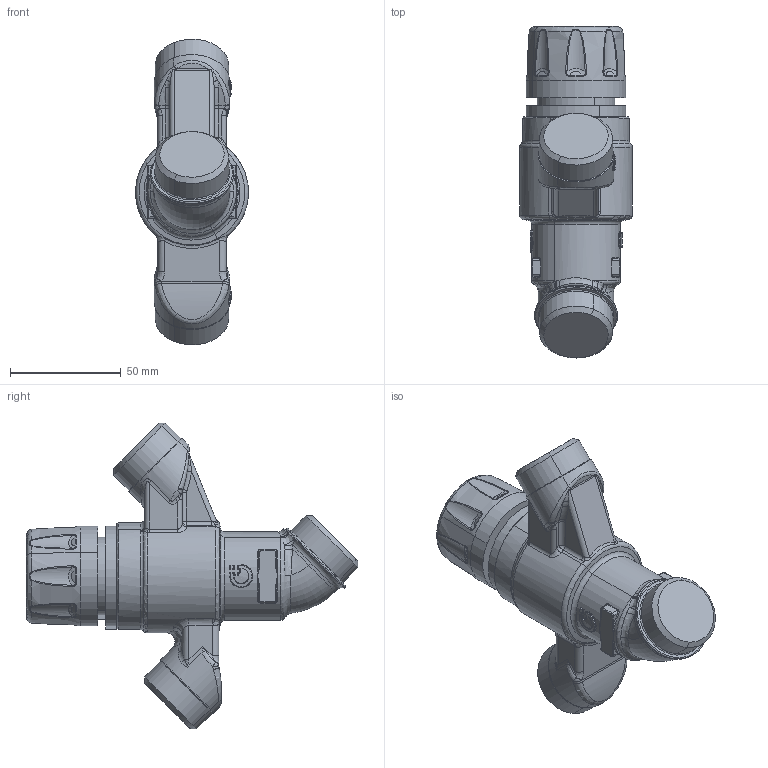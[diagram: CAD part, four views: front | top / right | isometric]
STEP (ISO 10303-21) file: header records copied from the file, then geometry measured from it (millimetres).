
FILE_DESCRIPTION(('CATIA V5 STEP Exchange'),'2;1');
FILE_NAME('STEP_520261_-_TST.stp','2017-11-10T08:11:58+00:00',('none'),('none'),'CATIA Version 5-6 Release 2016 SP4','CATIA V5 STEP AP203','none');
FILE_SCHEMA(('CONFIG_CONTROL_DESIGN'));
Length unit declared in the file: millimetre
Products named in the file (1): _5202610001_sw0001
Bounding box: 50.99 x 149.88 x 137.95 mm (x, y, z)
Surface area: 40342.9 mm2 (no closed solid volume)
Topology: 0 solids, 15 shells, 631 faces, 1504 edges, 843 vertices
Faces by surface type: bspline 209, cylinder 182, torus 90, plane 86, sphere 36, cone 28
Entity records: 27504 total; most frequent: CARTESIAN_POINT 16484, ORIENTED_EDGE 2732, DIRECTION 1554, EDGE_CURVE 1460, VERTEX_POINT 843, AXIS2_PLACEMENT_3D 794, ADVANCED_FACE 631, EDGE_LOOP 631
